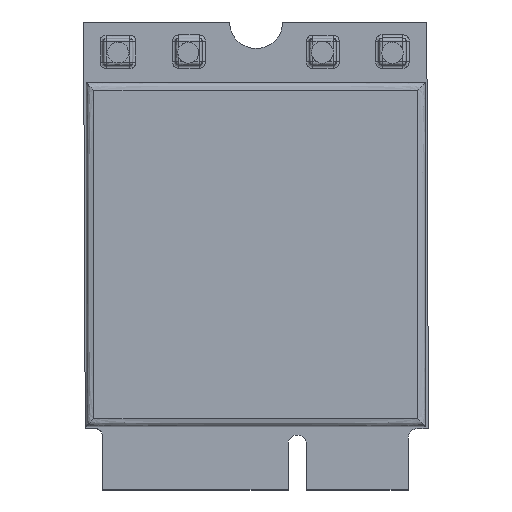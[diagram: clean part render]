
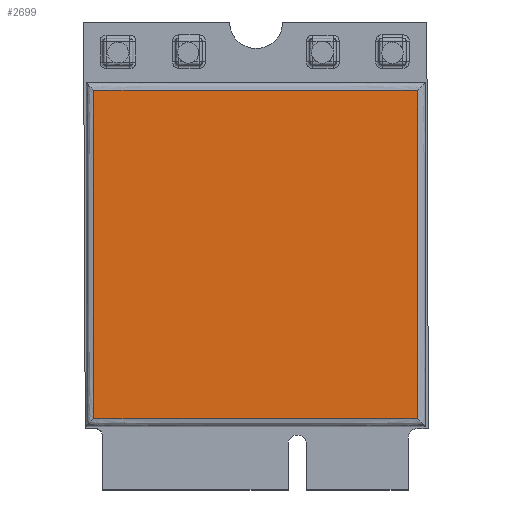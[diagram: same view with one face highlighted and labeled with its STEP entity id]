
A CAD part, top view. The second image highlights one B-rep face of the part: STEP entity #2699.
In plain terms, the highlighted planar face has unit normal (0, 0, 1).
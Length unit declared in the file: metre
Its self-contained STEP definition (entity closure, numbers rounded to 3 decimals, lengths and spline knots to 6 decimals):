
#285=B_SPLINE_CURVE_WITH_KNOTS('',3,(#4593,#4594,#4595,#4596),
 .UNSPECIFIED.,.F.,.F.,(4,4),(0.,1.),.UNSPECIFIED.);
#286=B_SPLINE_CURVE_WITH_KNOTS('',3,(#4599,#4600,#4601,#4602),
 .UNSPECIFIED.,.F.,.F.,(4,4),(0.,1.),.UNSPECIFIED.);
#287=B_SPLINE_CURVE_WITH_KNOTS('',3,(#4604,#4605,#4606,#4607),
 .UNSPECIFIED.,.F.,.F.,(4,4),(0.,1.),.UNSPECIFIED.);
#288=B_SPLINE_CURVE_WITH_KNOTS('',3,(#4609,#4610,#4611,#4612),
 .UNSPECIFIED.,.F.,.F.,(4,4),(0.,1.),.UNSPECIFIED.);
#732=ORIENTED_EDGE('',*,*,#1500,.T.);
#733=ORIENTED_EDGE('',*,*,#1501,.T.);
#734=ORIENTED_EDGE('',*,*,#1502,.T.);
#735=ORIENTED_EDGE('',*,*,#1503,.T.);
#1500=EDGE_CURVE('',#1893,#1894,#285,.T.);
#1501=EDGE_CURVE('',#1894,#1895,#286,.T.);
#1502=EDGE_CURVE('',#1895,#1896,#287,.T.);
#1503=EDGE_CURVE('',#1896,#1893,#288,.T.);
#1893=VERTEX_POINT('',#4597);
#1894=VERTEX_POINT('',#4598);
#1895=VERTEX_POINT('',#4603);
#1896=VERTEX_POINT('',#4608);
#2111=EDGE_LOOP('',(#732,#733,#734,#735));
#2295=FACE_BOUND('',#2111,.T.);
#2469=PLANE('',#3956);
#2699=ADVANCED_FACE('',(#2295),#2469,.T.);
#3956=AXIS2_PLACEMENT_3D('',#4592,#4137,#4138);
#4137=DIRECTION('',(0.,0.,1.));
#4138=DIRECTION('',(1.,0.,0.));
#4592=CARTESIAN_POINT('',(0.,0.,0.002));
#4593=CARTESIAN_POINT('',(-0.010397,-0.010433,0.002));
#4594=CARTESIAN_POINT('',(-0.00348,-0.010433,0.002));
#4595=CARTESIAN_POINT('',(0.003438,-0.010433,0.002));
#4596=CARTESIAN_POINT('',(0.010355,-0.010433,0.002));
#4597=CARTESIAN_POINT('',(-0.010397,-0.010433,0.002));
#4598=CARTESIAN_POINT('',(0.010355,-0.010433,0.002));
#4599=CARTESIAN_POINT('',(0.010355,-0.010433,0.002));
#4600=CARTESIAN_POINT('',(0.010355,-0.003417,0.002));
#4601=CARTESIAN_POINT('',(0.010355,0.0036,0.002));
#4602=CARTESIAN_POINT('',(0.010355,0.010617,0.002));
#4603=CARTESIAN_POINT('',(0.010355,0.010617,0.002));
#4604=CARTESIAN_POINT('',(0.010355,0.010617,0.002));
#4605=CARTESIAN_POINT('',(0.003438,0.010617,0.002));
#4606=CARTESIAN_POINT('',(-0.00348,0.010617,0.002));
#4607=CARTESIAN_POINT('',(-0.010397,0.010617,0.002));
#4608=CARTESIAN_POINT('',(-0.010397,0.010617,0.002));
#4609=CARTESIAN_POINT('',(-0.010397,0.010617,0.002));
#4610=CARTESIAN_POINT('',(-0.010397,0.0036,0.002));
#4611=CARTESIAN_POINT('',(-0.010397,-0.003417,0.002));
#4612=CARTESIAN_POINT('',(-0.010397,-0.010433,0.002));
